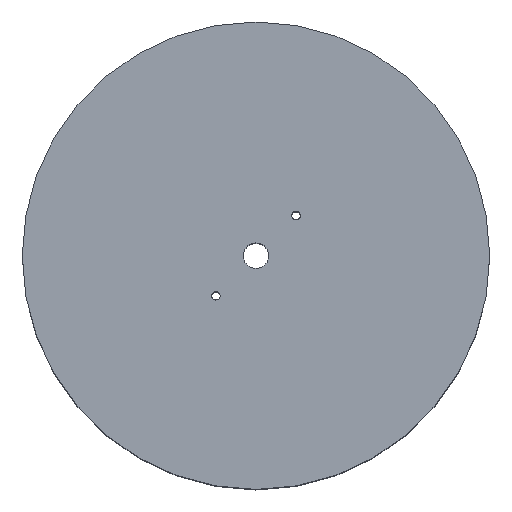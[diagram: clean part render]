
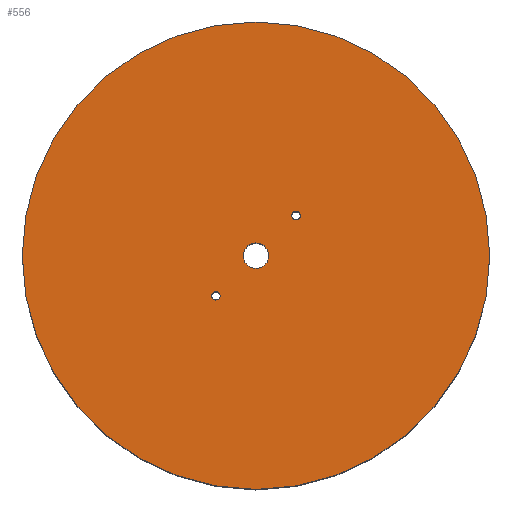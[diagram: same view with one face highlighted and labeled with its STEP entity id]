
A CAD part, top view. The second image highlights one B-rep face of the part: STEP entity #556.
In plain terms, the highlighted planar face has unit normal (0, 0, 1).
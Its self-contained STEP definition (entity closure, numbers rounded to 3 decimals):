
#34=FACE_BOUND('',#162,.T.);
#35=FACE_BOUND('',#163,.T.);
#36=FACE_BOUND('',#164,.T.);
#65=CIRCLE('',#629,1.5);
#66=CIRCLE('',#631,4.5);
#67=CIRCLE('',#633,1.5);
#68=CIRCLE('',#635,82.5);
#116=FACE_OUTER_BOUND('',#161,.T.);
#161=EDGE_LOOP('',(#505));
#162=EDGE_LOOP('',(#506));
#163=EDGE_LOOP('',(#507));
#164=EDGE_LOOP('',(#508));
#289=VERTEX_POINT('',#950);
#290=VERTEX_POINT('',#954);
#291=VERTEX_POINT('',#958);
#292=VERTEX_POINT('',#962);
#357=EDGE_CURVE('',#289,#289,#65,.T.);
#359=EDGE_CURVE('',#290,#290,#66,.T.);
#361=EDGE_CURVE('',#291,#291,#67,.T.);
#363=EDGE_CURVE('',#292,#292,#68,.T.);
#505=ORIENTED_EDGE('',*,*,#363,.T.);
#506=ORIENTED_EDGE('',*,*,#361,.T.);
#507=ORIENTED_EDGE('',*,*,#359,.T.);
#508=ORIENTED_EDGE('',*,*,#357,.T.);
#524=PLANE('',#636);
#556=ADVANCED_FACE('',(#116,#34,#35,#36),#524,.T.);
#629=AXIS2_PLACEMENT_3D('',#951,#790,#791);
#631=AXIS2_PLACEMENT_3D('',#955,#795,#796);
#633=AXIS2_PLACEMENT_3D('',#959,#800,#801);
#635=AXIS2_PLACEMENT_3D('',#963,#805,#806);
#636=AXIS2_PLACEMENT_3D('',#965,#808,#809);
#790=DIRECTION('center_axis',(0.,0.,-1.));
#791=DIRECTION('ref_axis',(1.,0.,0.));
#795=DIRECTION('center_axis',(0.,0.,-1.));
#796=DIRECTION('ref_axis',(1.,0.,0.));
#800=DIRECTION('center_axis',(0.,0.,-1.));
#801=DIRECTION('ref_axis',(1.,0.,0.));
#805=DIRECTION('center_axis',(0.,0.,1.));
#806=DIRECTION('ref_axis',(1.,0.,0.));
#808=DIRECTION('center_axis',(0.,0.,1.));
#809=DIRECTION('ref_axis',(1.,0.,0.));
#950=CARTESIAN_POINT('',(-15.642,-14.142,116.1));
#951=CARTESIAN_POINT('Origin',(-14.142,-14.142,116.1));
#954=CARTESIAN_POINT('',(-4.5,0.,116.1));
#955=CARTESIAN_POINT('Origin',(0.,0.,116.1));
#958=CARTESIAN_POINT('',(12.642,14.142,116.1));
#959=CARTESIAN_POINT('Origin',(14.142,14.142,116.1));
#962=CARTESIAN_POINT('',(-82.5,0.,116.1));
#963=CARTESIAN_POINT('Origin',(0.,0.,116.1));
#965=CARTESIAN_POINT('Origin',(0.,0.,116.1));
